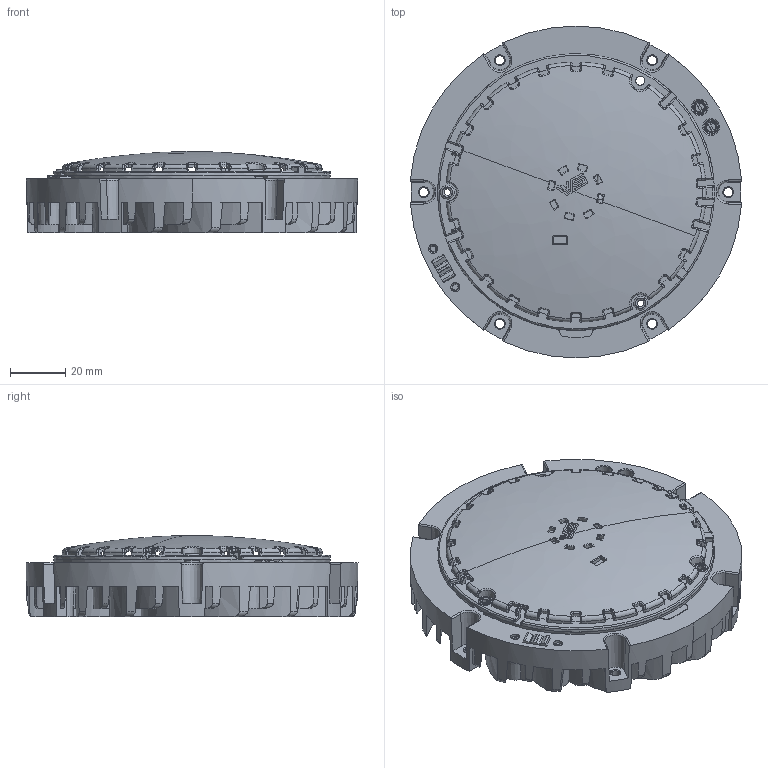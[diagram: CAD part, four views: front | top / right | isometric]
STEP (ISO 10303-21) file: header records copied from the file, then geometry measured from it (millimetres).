
FILE_DESCRIPTION((''),'2;1');
FILE_NAME('571964_READYLINE_C10-E_ASM','2022-06-09T07:13:57',('GianniniM'),(''),'CREO PARAMETRIC BY PTC INC, 2021164','CREO PARAMETRIC BY PTC INC, 2021164','');
FILE_SCHEMA(('CONFIG_CONTROL_DESIGN','SHAPE_APPEARANCE_LAYERS_GROUPS'));
Products named in the file (14): BOARD_PRT_1; BOARD_PRT_2; CABLAGGI_ASM; RXXXX_-_SCHRAUBE_STANDA-1620540; RXXXX_-_SCHRAUBE_STANDA-1614060; RXXXX_-_SCHRAUBE_STANDA-1607580; B_KL2_SB_STANDARD_1_1_1; B_KL2_SB_STANDARD_1_1_1_1; CASSA_1_1_1_1; RXXXX_-_SCHRAUBE_STANDA-1484330; MORSETTO_ASM; DISSIPATORE; READYLINE_C10-E_ASM; 571964_READYLINE_C10-E_ASM
Assembly tree (13 placements, depth 4):
  571964_READYLINE_C10-E_ASM
    READYLINE_C10-E_ASM
      CABLAGGI_ASM
        BOARD_PRT_1
        BOARD_PRT_2
      MORSETTO_ASM
        RXXXX_-_SCHRAUBE_STANDA-1620540
        RXXXX_-_SCHRAUBE_STANDA-1614060
        RXXXX_-_SCHRAUBE_STANDA-1607580
        B_KL2_SB_STANDARD_1_1_1
        B_KL2_SB_STANDARD_1_1_1_1
        CASSA_1_1_1_1
        RXXXX_-_SCHRAUBE_STANDA-1484330
      DISSIPATORE
Bounding box: 119.73 x 120 x 29.56 mm (x, y, z)
Volume: 1910.5 mm3; surface area: 116796.1 mm2
Topology: 20 solids, 21 shells, 3578 faces, 10449 edges, 6893 vertices
Faces by surface type: plane 1380, cone 989, bspline 595, cylinder 382, torus 228, sphere 4
Entity records: 209869 total; most frequent: CARTESIAN_POINT 88856, ORIENTED_EDGE 20831, DIRECTION 17337, EDGE_CURVE 10445, PRESENTATION_STYLE_ASSIGNMENT 9950, STYLED_ITEM 9895, CURVE_STYLE 9800, AXIS2_PLACEMENT_3D 7590
